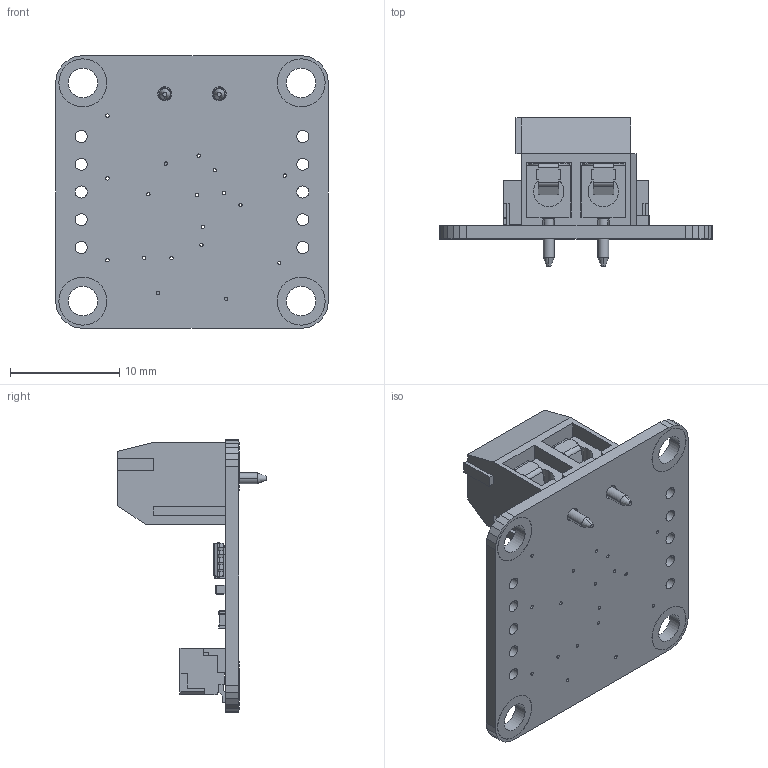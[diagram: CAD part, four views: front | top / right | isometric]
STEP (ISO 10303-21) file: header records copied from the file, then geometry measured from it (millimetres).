
FILE_DESCRIPTION (( 'STEP AP214' ), '1' );
FILE_NAME ('NSE-1130-1.step', '2020-11-24T22:18:38', ( '' ), ( '' ), 'SwSTEP 2.0', 'SolidWorks 2016', '' );
FILE_SCHEMA (( 'AUTOMOTIVE_DESIGN' ));
Length unit declared in the file: millimetre
Products named in the file (10): Module^NSE-1130-1; Board_NSE-1130-1; CON-1012-8; cap_0603; cap_0402; pqfn-16r_3x3x0.5; res_0603; msop-8; NSE-1130-1; OSTTC020162
Assembly tree (11 placements, depth 3):
  NSE-1130-1
    Module^NSE-1130-1
      Board_NSE-1130-1
      cap_0402  x2
      cap_0603
      OSTTC020162
      CON-1012-8
      res_0603  x2
      pqfn-16r_3x3x0.5
      msop-8
Bounding box: 25 x 13.6 x 25 mm (x, y, z)
Volume: 850.2 mm3; surface area: 3398.3 mm2
Topology: 17 solids, 38 shells, 1274 faces, 3473 edges, 2291 vertices
Faces by surface type: plane 870, cylinder 276, bspline 86, cone 24, torus 18
Entity records: 53457 total; most frequent: CARTESIAN_POINT 17110, ORIENTED_EDGE 6478, DIRECTION 5551, EDGE_CURVE 3253, LINE 2359, VECTOR 2359, VERTEX_POINT 2155, AXIS2_PLACEMENT_3D 1596
